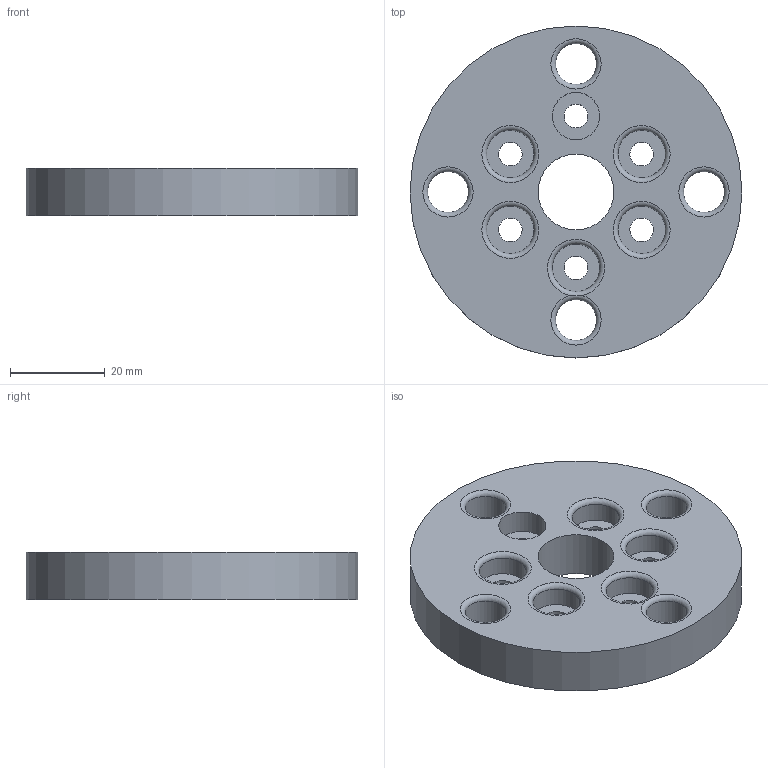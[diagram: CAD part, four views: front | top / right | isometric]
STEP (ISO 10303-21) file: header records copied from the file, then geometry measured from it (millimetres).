
FILE_DESCRIPTION(/* description */ (''),/* implementation_level */ '2;1');
FILE_NAME(/* name */ 'Exercise - 78 v0.step',/* time_stamp */ '2025-10-24T11:24:10+05:30',/* author */ (''),/* organization */ (''),/* preprocessor_version */ 'ST-DEVELOPER v20.1',/* originating_system */ 'Autodesk Translation Framework v14.17.0.0',/* authorisation */ '');
FILE_SCHEMA (('AUTOMOTIVE_DESIGN { 1 0 10303 214 3 1 1 }'));
Length unit declared in the file: millimetre
Products named in the file (1): Exercise - 78
Bounding box: 70 x 70 x 10 mm (x, y, z)
Volume: 31145.5 mm3; surface area: 11680.8 mm2
Topology: 1 solids, 1 shells, 35 faces, 84 edges, 56 vertices
Faces by surface type: cylinder 18, torus 9, plane 8
Full cylindrical faces by diameter (mm): 5 x6, 8.6 x4, 10 x6, 16 x1, 70 x1
Entity records: 1151 total; most frequent: DIRECTION 220, CARTESIAN_POINT 189, ORIENTED_EDGE 168, AXIS2_PLACEMENT_3D 101, EDGE_CURVE 84, CIRCLE 65, EDGE_LOOP 62, VERTEX_POINT 56
